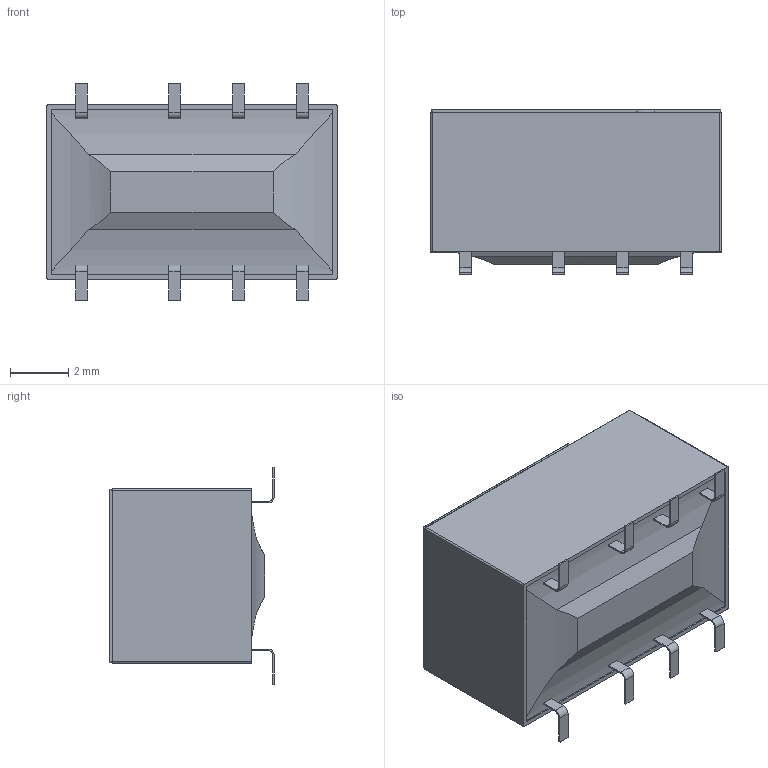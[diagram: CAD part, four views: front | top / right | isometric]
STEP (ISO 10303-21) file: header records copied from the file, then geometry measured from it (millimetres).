
FILE_DESCRIPTION (( 'STEP AP214' ), '1' );
FILE_NAME ('User Library-AXICOM IMxxGR.STEP', '2021-12-14T18:05:39', ( '' ), ( '' ), 'SwSTEP 2.0', 'SolidWorks 2021', '' );
FILE_SCHEMA (( 'AUTOMOTIVE_DESIGN' ));
Length unit declared in the file: millimetre
Products named in the file (1): User Library-AXICOM IMxxGR
Bounding box: 10 x 5.67 x 7.5 mm (x, y, z)
Volume: 300.3 mm3; surface area: 296.4 mm2
Topology: 1 solids, 1 shells, 338 faces, 854 edges, 542 vertices
Faces by surface type: plane 225, cylinder 58, bspline 47, torus 8
Entity records: 14952 total; most frequent: CARTESIAN_POINT 4664, ORIENTED_EDGE 1708, DIRECTION 1462, EDGE_CURVE 854, LINE 614, VECTOR 614, VERTEX_POINT 542, AXIS2_PLACEMENT_3D 424
